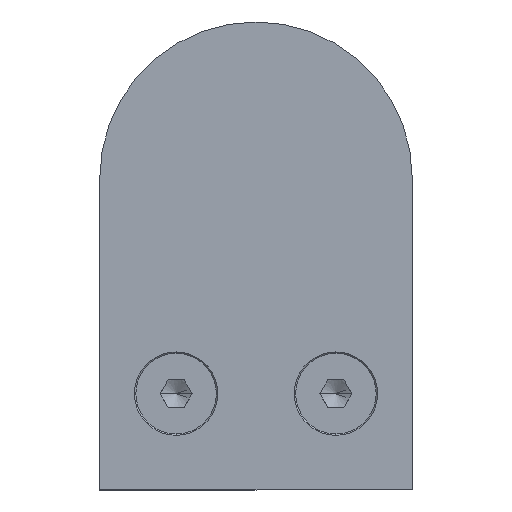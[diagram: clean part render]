
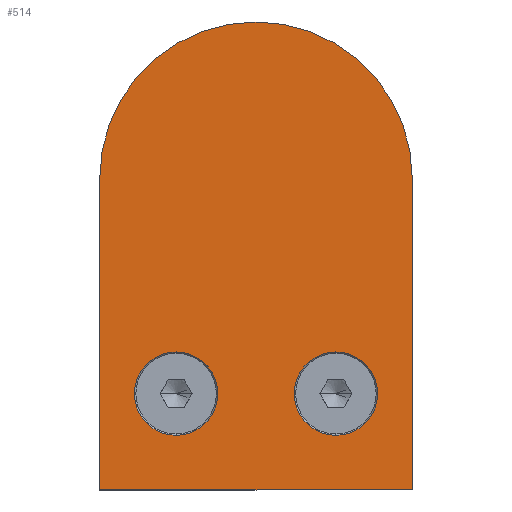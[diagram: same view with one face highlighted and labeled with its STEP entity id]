
A CAD part, front view. The second image highlights one B-rep face of the part: STEP entity #514.
In plain terms, the highlighted face is planar.
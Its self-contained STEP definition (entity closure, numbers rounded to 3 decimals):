
#503 = DIRECTION ( 'NONE',  ( 0., 0., 1. ) ) ;
#514 = ADVANCED_FACE ( 'NONE', ( #6932, #11017, #7931 ), #917, .T. ) ;
#801 = CARTESIAN_POINT ( 'NONE',  ( -11.5, 0., -18.5 ) ) ;
#802 = VECTOR ( 'NONE', #11196, 1000. ) ;
#917 = PLANE ( 'NONE',  #9560 ) ;
#1090 = ORIENTED_EDGE ( 'NONE', *, *, #5260, .T. ) ;
#1194 = EDGE_CURVE ( 'NONE', #7662, #10071, #11016, .T. ) ;
#1210 = CARTESIAN_POINT ( 'NONE',  ( -22.5, 0., 35. ) ) ;
#1425 = DIRECTION ( 'NONE',  ( 0., 1., 0. ) ) ;
#1794 = DIRECTION ( 'NONE',  ( 0., 0., -1. ) ) ;
#1845 = DIRECTION ( 'NONE',  ( 0., 0., 1. ) ) ;
#1890 = CIRCLE ( 'NONE', #13223, 22.5 ) ;
#1893 = ORIENTED_EDGE ( 'NONE', *, *, #11627, .T. ) ;
#1907 = ORIENTED_EDGE ( 'NONE', *, *, #3614, .T. ) ;
#2427 = AXIS2_PLACEMENT_3D ( 'NONE', #10962, #12845, #1794 ) ;
#2799 = DIRECTION ( 'NONE',  ( 0., -1., 0. ) ) ;
#3177 = AXIS2_PLACEMENT_3D ( 'NONE', #10576, #10642, #7357 ) ;
#3185 = AXIS2_PLACEMENT_3D ( 'NONE', #801, #2799, #7814 ) ;
#3212 = CARTESIAN_POINT ( 'NONE',  ( -22.5, 0., -32.366 ) ) ;
#3251 = DIRECTION ( 'NONE',  ( 0., 0., -1. ) ) ;
#3614 = EDGE_CURVE ( 'NONE', #9135, #3875, #11834, .T. ) ;
#3841 = ORIENTED_EDGE ( 'NONE', *, *, #10679, .T. ) ;
#3875 = VERTEX_POINT ( 'NONE', #6284 ) ;
#3999 = CARTESIAN_POINT ( 'NONE',  ( 22.5, 0., 12.5 ) ) ;
#4030 = CARTESIAN_POINT ( 'NONE',  ( 22.5, 0., 35. ) ) ;
#4135 = EDGE_CURVE ( 'NONE', #3875, #9135, #9602, .T. ) ;
#4853 = CARTESIAN_POINT ( 'NONE',  ( -22.5, 0., 35. ) ) ;
#5260 = EDGE_CURVE ( 'NONE', #12656, #6572, #6286, .T. ) ;
#5341 = ORIENTED_EDGE ( 'NONE', *, *, #9318, .T. ) ;
#5370 = LINE ( 'NONE', #6239, #11556 ) ;
#5544 = CARTESIAN_POINT ( 'NONE',  ( 22.5, 0., -32.366 ) ) ;
#5601 = ORIENTED_EDGE ( 'NONE', *, *, #4135, .T. ) ;
#6239 = CARTESIAN_POINT ( 'NONE',  ( -22.5, 0., -32.366 ) ) ;
#6284 = CARTESIAN_POINT ( 'NONE',  ( -11.5, 0., -24.5 ) ) ;
#6286 = LINE ( 'NONE', #1210, #10272 ) ;
#6572 = VERTEX_POINT ( 'NONE', #11068 ) ;
#6775 = AXIS2_PLACEMENT_3D ( 'NONE', #10404, #7392, #3251 ) ;
#6932 = FACE_OUTER_BOUND ( 'NONE', #11461, .T. ) ;
#6972 = LINE ( 'NONE', #4030, #802 ) ;
#7357 = DIRECTION ( 'NONE',  ( 0., 0., -1. ) ) ;
#7392 = DIRECTION ( 'NONE',  ( 0., -1., 0. ) ) ;
#7635 = CARTESIAN_POINT ( 'NONE',  ( 0., 0., 12.5 ) ) ;
#7646 = ORIENTED_EDGE ( 'NONE', *, *, #1194, .T. ) ;
#7662 = VERTEX_POINT ( 'NONE', #9931 ) ;
#7814 = DIRECTION ( 'NONE',  ( 0., 0., -1. ) ) ;
#7885 = EDGE_CURVE ( 'NONE', #12656, #9875, #5370, .T. ) ;
#7931 = FACE_BOUND ( 'NONE', #8014, .T. ) ;
#8014 = EDGE_LOOP ( 'NONE', ( #11869, #1893 ) ) ;
#8087 = CARTESIAN_POINT ( 'NONE',  ( 11.5, 0., -24.5 ) ) ;
#8315 = CARTESIAN_POINT ( 'NONE',  ( -11.5, 0., -12.5 ) ) ;
#8430 = DIRECTION ( 'NONE',  ( 0., 0., 1. ) ) ;
#8669 = VERTEX_POINT ( 'NONE', #8087 ) ;
#8701 = CIRCLE ( 'NONE', #6775, 6. ) ;
#9135 = VERTEX_POINT ( 'NONE', #8315 ) ;
#9136 = DIRECTION ( 'NONE',  ( 0., 1., 0. ) ) ;
#9318 = EDGE_CURVE ( 'NONE', #10071, #9875, #6972, .T. ) ;
#9560 = AXIS2_PLACEMENT_3D ( 'NONE', #4853, #9136, #1845 ) ;
#9588 = EDGE_LOOP ( 'NONE', ( #5601, #1907 ) ) ;
#9602 = CIRCLE ( 'NONE', #3185, 6. ) ;
#9662 = CARTESIAN_POINT ( 'NONE',  ( 0., 0., 12.5 ) ) ;
#9714 = VERTEX_POINT ( 'NONE', #10162 ) ;
#9875 = VERTEX_POINT ( 'NONE', #5544 ) ;
#9931 = CARTESIAN_POINT ( 'NONE',  ( 0., 0., 35. ) ) ;
#10071 = VERTEX_POINT ( 'NONE', #3999 ) ;
#10093 = EDGE_CURVE ( 'NONE', #8669, #9714, #8701, .T. ) ;
#10162 = CARTESIAN_POINT ( 'NONE',  ( 11.5, 0., -12.5 ) ) ;
#10272 = VECTOR ( 'NONE', #8430, 1000. ) ;
#10404 = CARTESIAN_POINT ( 'NONE',  ( 11.5, 0., -18.5 ) ) ;
#10576 = CARTESIAN_POINT ( 'NONE',  ( 11.5, 0., -18.5 ) ) ;
#10642 = DIRECTION ( 'NONE',  ( 0., -1., 0. ) ) ;
#10679 = EDGE_CURVE ( 'NONE', #6572, #7662, #1890, .T. ) ;
#10936 = ORIENTED_EDGE ( 'NONE', *, *, #7885, .F. ) ;
#10962 = CARTESIAN_POINT ( 'NONE',  ( -11.5, 0., -18.5 ) ) ;
#11016 = CIRCLE ( 'NONE', #12738, 22.5 ) ;
#11017 = FACE_BOUND ( 'NONE', #9588, .T. ) ;
#11068 = CARTESIAN_POINT ( 'NONE',  ( -22.5, 0., 12.5 ) ) ;
#11100 = CIRCLE ( 'NONE', #3177, 6. ) ;
#11196 = DIRECTION ( 'NONE',  ( 0., 0., -1. ) ) ;
#11333 = DIRECTION ( 'NONE',  ( 1., 0., 0. ) ) ;
#11461 = EDGE_LOOP ( 'NONE', ( #10936, #1090, #3841, #7646, #5341 ) ) ;
#11463 = DIRECTION ( 'NONE',  ( 0., 1., 0. ) ) ;
#11556 = VECTOR ( 'NONE', #11333, 1000. ) ;
#11627 = EDGE_CURVE ( 'NONE', #9714, #8669, #11100, .T. ) ;
#11834 = CIRCLE ( 'NONE', #2427, 6. ) ;
#11869 = ORIENTED_EDGE ( 'NONE', *, *, #10093, .T. ) ;
#12656 = VERTEX_POINT ( 'NONE', #3212 ) ;
#12738 = AXIS2_PLACEMENT_3D ( 'NONE', #7635, #1425, #12742 ) ;
#12742 = DIRECTION ( 'NONE',  ( 0., 0., 1. ) ) ;
#12845 = DIRECTION ( 'NONE',  ( 0., -1., 0. ) ) ;
#13223 = AXIS2_PLACEMENT_3D ( 'NONE', #9662, #11463, #503 ) ;
